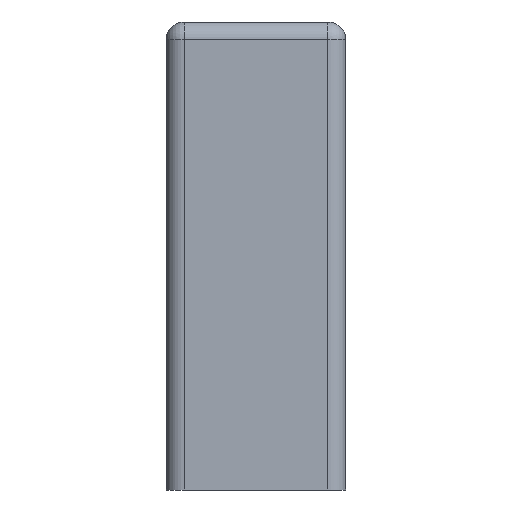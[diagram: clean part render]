
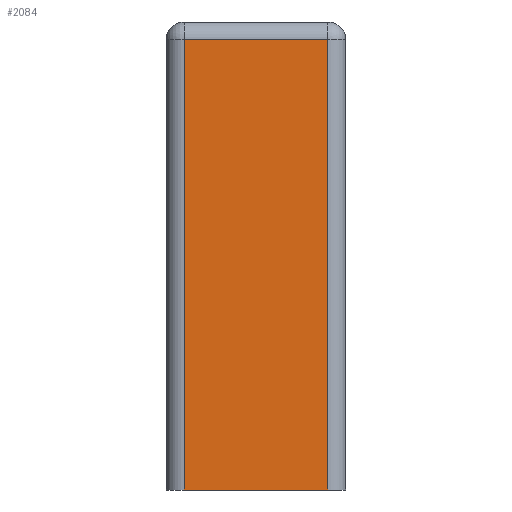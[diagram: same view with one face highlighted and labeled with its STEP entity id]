
A CAD part, left-side view. The second image highlights one B-rep face of the part: STEP entity #2084.
In plain terms, the highlighted planar face has unit normal (-1, 0, 0).
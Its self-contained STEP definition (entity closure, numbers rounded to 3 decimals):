
#267 = PLANE('',#268);
#268 = AXIS2_PLACEMENT_3D('',#269,#270,#271);
#269 = CARTESIAN_POINT('',(-37.5,5.,260.417));
#270 = DIRECTION('',(0.,0.,1.));
#271 = DIRECTION('',(1.,0.,0.));
#292 = CYLINDRICAL_SURFACE('',#293,2.);
#293 = AXIS2_PLACEMENT_3D('',#294,#295,#296);
#294 = CARTESIAN_POINT('',(-40.5,2.,310.5));
#295 = DIRECTION('',(-0.,-0.,-1.));
#296 = DIRECTION('',(0.,-1.,0.));
#393 = VERTEX_POINT('',#394);
#394 = CARTESIAN_POINT('',(-42.5,2.,310.5));
#414 = EDGE_CURVE('',#393,#415,#417,.T.);
#415 = VERTEX_POINT('',#416);
#416 = CARTESIAN_POINT('',(-42.5,2.,260.417));
#417 = SURFACE_CURVE('',#418,(#422,#429),.PCURVE_S1.);
#418 = LINE('',#419,#420);
#419 = CARTESIAN_POINT('',(-42.5,2.,310.5));
#420 = VECTOR('',#421,1.);
#421 = DIRECTION('',(-0.,-0.,-1.));
#422 = PCURVE('',#292,#423);
#423 = DEFINITIONAL_REPRESENTATION('',(#424),#428);
#424 = LINE('',#425,#426);
#425 = CARTESIAN_POINT('',(1.571,0.));
#426 = VECTOR('',#427,1.);
#427 = DIRECTION('',(0.,1.));
#428 = ( GEOMETRIC_REPRESENTATION_CONTEXT(2) 
PARAMETRIC_REPRESENTATION_CONTEXT() REPRESENTATION_CONTEXT('2D SPACE',''
  ) );
#429 = PCURVE('',#430,#435);
#430 = PLANE('',#431);
#431 = AXIS2_PLACEMENT_3D('',#432,#433,#434);
#432 = CARTESIAN_POINT('',(-42.5,10.,156.25));
#433 = DIRECTION('',(-1.,-0.,-0.));
#434 = DIRECTION('',(0.,0.,-1.));
#435 = DEFINITIONAL_REPRESENTATION('',(#436),#440);
#436 = LINE('',#437,#438);
#437 = CARTESIAN_POINT('',(-154.25,8.));
#438 = VECTOR('',#439,1.);
#439 = DIRECTION('',(1.,0.));
#440 = ( GEOMETRIC_REPRESENTATION_CONTEXT(2) 
PARAMETRIC_REPRESENTATION_CONTEXT() REPRESENTATION_CONTEXT('2D SPACE',''
  ) );
#635 = VERTEX_POINT('',#636);
#636 = CARTESIAN_POINT('',(-42.5,18.,260.417));
#651 = CYLINDRICAL_SURFACE('',#652,2.);
#652 = AXIS2_PLACEMENT_3D('',#653,#654,#655);
#653 = CARTESIAN_POINT('',(-40.5,18.,2.));
#654 = DIRECTION('',(-0.,0.,1.));
#655 = DIRECTION('',(-1.,0.,-0.));
#663 = EDGE_CURVE('',#415,#635,#664,.T.);
#664 = SURFACE_CURVE('',#665,(#669,#675),.PCURVE_S1.);
#665 = LINE('',#666,#667);
#666 = CARTESIAN_POINT('',(-42.5,7.5,260.417));
#667 = VECTOR('',#668,1.);
#668 = DIRECTION('',(0.,1.,0.));
#669 = PCURVE('',#267,#670);
#670 = DEFINITIONAL_REPRESENTATION('',(#671),#674);
#671 = B_SPLINE_CURVE_WITH_KNOTS('',1,(#672,#673),.UNSPECIFIED.,.F.,.F.,
  (2,2),(-5.5,10.5),.PIECEWISE_BEZIER_KNOTS.);
#672 = CARTESIAN_POINT('',(-5.,-3.));
#673 = CARTESIAN_POINT('',(-5.,13.));
#674 = ( GEOMETRIC_REPRESENTATION_CONTEXT(2) 
PARAMETRIC_REPRESENTATION_CONTEXT() REPRESENTATION_CONTEXT('2D SPACE',''
  ) );
#675 = PCURVE('',#430,#676);
#676 = DEFINITIONAL_REPRESENTATION('',(#677),#680);
#677 = B_SPLINE_CURVE_WITH_KNOTS('',1,(#678,#679),.UNSPECIFIED.,.F.,.F.,
  (2,2),(-5.5,10.5),.PIECEWISE_BEZIER_KNOTS.);
#678 = CARTESIAN_POINT('',(-104.167,8.));
#679 = CARTESIAN_POINT('',(-104.167,-8.));
#680 = ( GEOMETRIC_REPRESENTATION_CONTEXT(2) 
PARAMETRIC_REPRESENTATION_CONTEXT() REPRESENTATION_CONTEXT('2D SPACE',''
  ) );
#2045 = CYLINDRICAL_SURFACE('',#2046,2.);
#2046 = AXIS2_PLACEMENT_3D('',#2047,#2048,#2049);
#2047 = CARTESIAN_POINT('',(-40.5,0.,310.5));
#2048 = DIRECTION('',(-0.,1.,0.));
#2049 = DIRECTION('',(0.,0.,1.));
#2084 = ADVANCED_FACE('',(#2085),#430,.T.);
#2085 = FACE_BOUND('',#2086,.T.);
#2086 = EDGE_LOOP('',(#2087,#2110,#2111,#2112));
#2087 = ORIENTED_EDGE('',*,*,#2088,.F.);
#2088 = EDGE_CURVE('',#635,#2089,#2091,.T.);
#2089 = VERTEX_POINT('',#2090);
#2090 = CARTESIAN_POINT('',(-42.5,18.,310.5));
#2091 = SURFACE_CURVE('',#2092,(#2096,#2103),.PCURVE_S1.);
#2092 = LINE('',#2093,#2094);
#2093 = CARTESIAN_POINT('',(-42.5,18.,2.));
#2094 = VECTOR('',#2095,1.);
#2095 = DIRECTION('',(-0.,0.,1.));
#2096 = PCURVE('',#430,#2097);
#2097 = DEFINITIONAL_REPRESENTATION('',(#2098),#2102);
#2098 = LINE('',#2099,#2100);
#2099 = CARTESIAN_POINT('',(154.25,-8.));
#2100 = VECTOR('',#2101,1.);
#2101 = DIRECTION('',(-1.,0.));
#2102 = ( GEOMETRIC_REPRESENTATION_CONTEXT(2) 
PARAMETRIC_REPRESENTATION_CONTEXT() REPRESENTATION_CONTEXT('2D SPACE',''
  ) );
#2103 = PCURVE('',#651,#2104);
#2104 = DEFINITIONAL_REPRESENTATION('',(#2105),#2109);
#2105 = LINE('',#2106,#2107);
#2106 = CARTESIAN_POINT('',(-0.,0.));
#2107 = VECTOR('',#2108,1.);
#2108 = DIRECTION('',(-0.,1.));
#2109 = ( GEOMETRIC_REPRESENTATION_CONTEXT(2) 
PARAMETRIC_REPRESENTATION_CONTEXT() REPRESENTATION_CONTEXT('2D SPACE',''
  ) );
#2110 = ORIENTED_EDGE('',*,*,#663,.F.);
#2111 = ORIENTED_EDGE('',*,*,#414,.F.);
#2112 = ORIENTED_EDGE('',*,*,#2113,.T.);
#2113 = EDGE_CURVE('',#393,#2089,#2114,.T.);
#2114 = SURFACE_CURVE('',#2115,(#2119,#2126),.PCURVE_S1.);
#2115 = LINE('',#2116,#2117);
#2116 = CARTESIAN_POINT('',(-42.5,0.,310.5));
#2117 = VECTOR('',#2118,1.);
#2118 = DIRECTION('',(-0.,1.,0.));
#2119 = PCURVE('',#430,#2120);
#2120 = DEFINITIONAL_REPRESENTATION('',(#2121),#2125);
#2121 = LINE('',#2122,#2123);
#2122 = CARTESIAN_POINT('',(-154.25,10.));
#2123 = VECTOR('',#2124,1.);
#2124 = DIRECTION('',(0.,-1.));
#2125 = ( GEOMETRIC_REPRESENTATION_CONTEXT(2) 
PARAMETRIC_REPRESENTATION_CONTEXT() REPRESENTATION_CONTEXT('2D SPACE',''
  ) );
#2126 = PCURVE('',#2045,#2127);
#2127 = DEFINITIONAL_REPRESENTATION('',(#2128),#2132);
#2128 = LINE('',#2129,#2130);
#2129 = CARTESIAN_POINT('',(-1.571,0.));
#2130 = VECTOR('',#2131,1.);
#2131 = DIRECTION('',(-0.,1.));
#2132 = ( GEOMETRIC_REPRESENTATION_CONTEXT(2) 
PARAMETRIC_REPRESENTATION_CONTEXT() REPRESENTATION_CONTEXT('2D SPACE',''
  ) );
